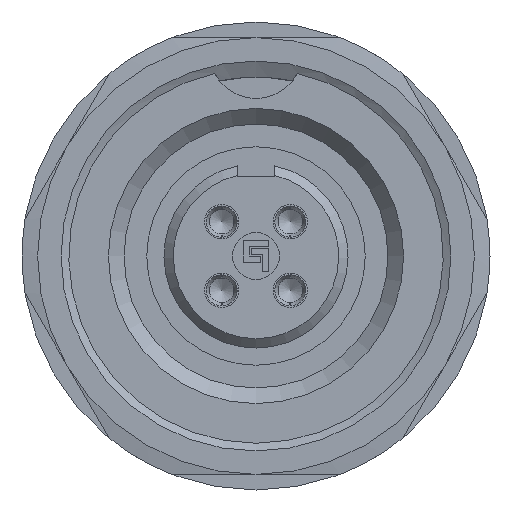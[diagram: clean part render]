
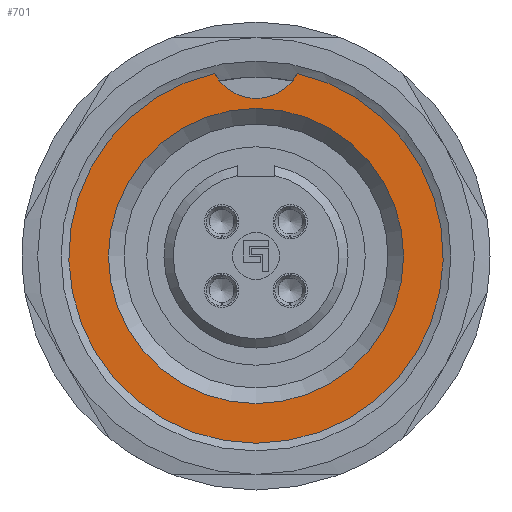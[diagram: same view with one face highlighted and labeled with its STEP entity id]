
A CAD part, left-side view. The second image highlights one B-rep face of the part: STEP entity #701.
In plain terms, the highlighted planar face has unit normal (-1, 0, 0).
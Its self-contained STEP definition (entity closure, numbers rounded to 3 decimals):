
#534=PLANE('',#3330);
#701=ADVANCED_FACE('',(#887,#888),#534,.T.);
#887=FACE_BOUND('',#1113,.T.);
#888=FACE_BOUND('',#1114,.T.);
#1113=EDGE_LOOP('',(#2080));
#1114=EDGE_LOOP('',(#2081,#2082));
#2080=ORIENTED_EDGE('',*,*,#2852,.T.);
#2081=ORIENTED_EDGE('',*,*,#2853,.F.);
#2082=ORIENTED_EDGE('',*,*,#2854,.T.);
#2478=VERTEX_POINT('',#5696);
#2479=VERTEX_POINT('',#5699);
#2480=VERTEX_POINT('',#5700);
#2852=EDGE_CURVE('',#2478,#2478,#3033,.T.);
#2853=EDGE_CURVE('',#2479,#2480,#3034,.T.);
#2854=EDGE_CURVE('',#2479,#2480,#3035,.T.);
#3033=CIRCLE('',#3326,4.73);
#3034=CIRCLE('',#3328,6.);
#3035=CIRCLE('',#3329,1.5);
#3326=AXIS2_PLACEMENT_3D('',#5695,#4045,#4046);
#3328=AXIS2_PLACEMENT_3D('',#5698,#4049,#4050);
#3329=AXIS2_PLACEMENT_3D('',#5701,#4051,#4052);
#3330=AXIS2_PLACEMENT_3D('',#5702,#4053,#4054);
#4045=DIRECTION('',(1.,0.,0.));
#4046=DIRECTION('',(0.,0.,1.));
#4049=DIRECTION('',(1.,0.,0.));
#4050=DIRECTION('',(0.,0.,-1.));
#4051=DIRECTION('',(1.,0.,0.));
#4052=DIRECTION('',(0.,0.,1.));
#4053=DIRECTION('',(-1.,0.,0.));
#4054=DIRECTION('',(0.,0.,1.));
#5695=CARTESIAN_POINT('',(-0.3,0.,0.));
#5696=CARTESIAN_POINT('',(-0.3,0.,4.73));
#5698=CARTESIAN_POINT('',(-0.3,0.,0.));
#5699=CARTESIAN_POINT('',(-0.3,-1.327,5.851));
#5700=CARTESIAN_POINT('',(-0.3,1.327,5.851));
#5701=CARTESIAN_POINT('',(-0.3,0.,6.55));
#5702=CARTESIAN_POINT('',(-0.3,0.,0.));
